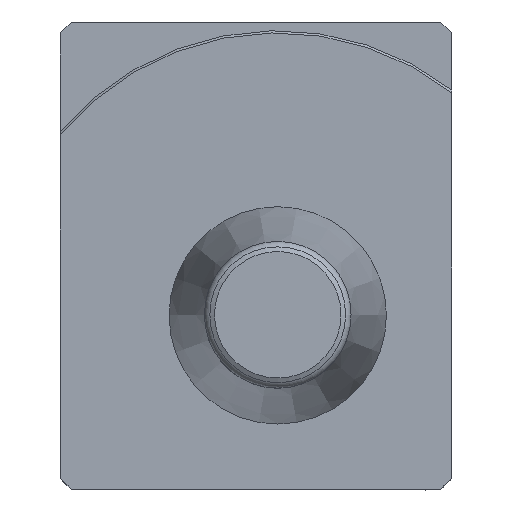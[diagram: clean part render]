
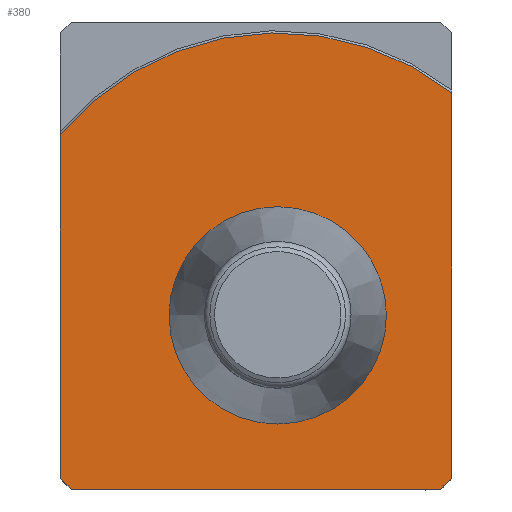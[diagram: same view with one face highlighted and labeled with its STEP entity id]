
A CAD part, top view. The second image highlights one B-rep face of the part: STEP entity #380.
In plain terms, the highlighted planar face has unit normal (0, 0, 1).
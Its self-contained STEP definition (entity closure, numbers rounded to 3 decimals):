
#160=LINE('',#1576,#236);
#165=LINE('',#1597,#241);
#167=LINE('',#1601,#243);
#180=LINE('',#1632,#256);
#181=LINE('',#1634,#257);
#236=VECTOR('',#1267,1.);
#241=VECTOR('',#1276,1.);
#243=VECTOR('',#1280,1.);
#256=VECTOR('',#1315,1.);
#257=VECTOR('',#1318,1.);
#310=PLANE('',#1135);
#380=ADVANCED_FACE('AL3_SU1',(#418,#419),#310,.T.);
#418=FACE_BOUND('',#476,.T.);
#419=FACE_BOUND('',#477,.T.);
#476=EDGE_LOOP('',(#635));
#477=EDGE_LOOP('',(#636,#637,#638,#639,#640,#641));
#635=ORIENTED_EDGE('',*,*,#918,.T.);
#636=ORIENTED_EDGE('',*,*,#899,.T.);
#637=ORIENTED_EDGE('',*,*,#909,.F.);
#638=ORIENTED_EDGE('',*,*,#891,.T.);
#639=ORIENTED_EDGE('',*,*,#917,.F.);
#640=ORIENTED_EDGE('',*,*,#901,.T.);
#641=ORIENTED_EDGE('',*,*,#916,.F.);
#798=VERTEX_POINT('',#1575);
#799=VERTEX_POINT('',#1577);
#804=VERTEX_POINT('',#1596);
#805=VERTEX_POINT('',#1598);
#806=VERTEX_POINT('',#1602);
#807=VERTEX_POINT('',#1603);
#813=VERTEX_POINT('',#1637);
#891=EDGE_CURVE('',#799,#798,#160,.T.);
#899=EDGE_CURVE('',#805,#804,#165,.T.);
#901=EDGE_CURVE('',#806,#807,#167,.T.);
#909=EDGE_CURVE('',#799,#804,#985,.T.);
#916=EDGE_CURVE('',#805,#807,#180,.T.);
#917=EDGE_CURVE('',#806,#798,#181,.T.);
#918=EDGE_CURVE('',#813,#813,#986,.T.);
#985=CIRCLE('',#1125,13.);
#986=CIRCLE('',#1134,5.);
#1125=AXIS2_PLACEMENT_3D('',#1617,#1295,#1296);
#1134=AXIS2_PLACEMENT_3D('',#1636,#1321,#1322);
#1135=AXIS2_PLACEMENT_3D('',#1638,#1323,#1324);
#1267=DIRECTION('',(0.,-1.,0.));
#1276=DIRECTION('',(0.,1.,0.));
#1280=DIRECTION('',(1.,0.,0.));
#1295=DIRECTION('',(0.,0.,-1.));
#1296=DIRECTION('',(1.,0.,0.));
#1315=DIRECTION('',(-0.707,-0.707,0.));
#1318=DIRECTION('',(-0.707,0.707,0.));
#1321=DIRECTION('',(0.,0.,-1.));
#1322=DIRECTION('',(-1.,0.,0.));
#1323=DIRECTION('',(0.,0.,1.));
#1324=DIRECTION('',(-1.,0.,0.));
#1575=CARTESIAN_POINT('',(-10.,-7.5,0.));
#1576=CARTESIAN_POINT('',(-10.,13.5,0.));
#1577=CARTESIAN_POINT('',(-10.,8.307,0.));
#1596=CARTESIAN_POINT('',(8.,10.247,0.));
#1597=CARTESIAN_POINT('',(8.,-8.,0.));
#1598=CARTESIAN_POINT('',(8.,-7.5,0.));
#1601=CARTESIAN_POINT('',(-10.,-8.,0.));
#1602=CARTESIAN_POINT('',(-9.5,-8.,0.));
#1603=CARTESIAN_POINT('',(7.5,-8.,0.));
#1617=CARTESIAN_POINT('',(0.,0.,0.));
#1632=CARTESIAN_POINT('',(8.,-7.5,0.));
#1634=CARTESIAN_POINT('',(-9.5,-8.,0.));
#1636=CARTESIAN_POINT('',(0.,0.,0.));
#1637=CARTESIAN_POINT('',(-5.,0.,0.));
#1638=CARTESIAN_POINT('',(-1.,2.5,0.));
